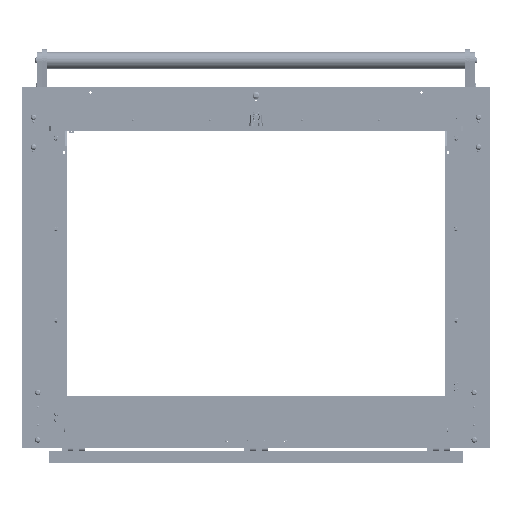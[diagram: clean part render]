
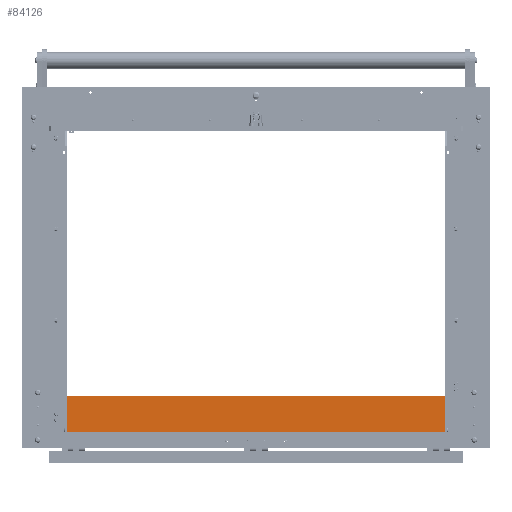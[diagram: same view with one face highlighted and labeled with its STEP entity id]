
A CAD part, front view. The second image highlights one B-rep face of the part: STEP entity #84126.
In plain terms, the highlighted planar face has unit normal (0, -1, 0).
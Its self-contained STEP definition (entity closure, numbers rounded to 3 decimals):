
#1529 = ORIENTED_EDGE ( 'NONE', *, *, #46464, .T. ) ;
#1641 = CARTESIAN_POINT ( 'NONE',  ( 320., -40., 60. ) ) ;
#1822 = VECTOR ( 'NONE', #57477, 1000. ) ;
#4337 = LINE ( 'NONE', #17559, #27598 ) ;
#4643 = VERTEX_POINT ( 'NONE', #28356 ) ;
#6285 = DIRECTION ( 'NONE',  ( 0., 0., -1. ) ) ;
#7160 = VERTEX_POINT ( 'NONE', #1641 ) ;
#10391 = CARTESIAN_POINT ( 'NONE',  ( -320., -40., 0. ) ) ;
#12663 = CARTESIAN_POINT ( 'NONE',  ( 320., -40., 6. ) ) ;
#15038 = EDGE_LOOP ( 'NONE', ( #16319, #58538, #1529, #24655 ) ) ;
#16319 = ORIENTED_EDGE ( 'NONE', *, *, #46737, .F. ) ;
#17559 = CARTESIAN_POINT ( 'NONE',  ( -320., -40., 6. ) ) ;
#24655 = ORIENTED_EDGE ( 'NONE', *, *, #35544, .T. ) ;
#27598 = VECTOR ( 'NONE', #36333, 1000. ) ;
#28356 = CARTESIAN_POINT ( 'NONE',  ( 320., -40., 0. ) ) ;
#31517 = CARTESIAN_POINT ( 'NONE',  ( 320., -40., 0. ) ) ;
#35544 = EDGE_CURVE ( 'NONE', #72529, #56780, #4337, .T. ) ;
#36333 = DIRECTION ( 'NONE',  ( 0., 0., -1. ) ) ;
#39021 = VECTOR ( 'NONE', #6285, 1000. ) ;
#41795 = CARTESIAN_POINT ( 'NONE',  ( 320., -40., 60. ) ) ;
#43980 = VECTOR ( 'NONE', #48191, 1000. ) ;
#44971 = AXIS2_PLACEMENT_3D ( 'NONE', #79813, #80652, #60240 ) ;
#46314 = LINE ( 'NONE', #12663, #39021 ) ;
#46464 = EDGE_CURVE ( 'NONE', #7160, #72529, #74567, .T. ) ;
#46737 = EDGE_CURVE ( 'NONE', #4643, #56780, #64286, .T. ) ;
#48191 = DIRECTION ( 'NONE',  ( -1., 0., 0. ) ) ;
#49747 = EDGE_CURVE ( 'NONE', #7160, #4643, #46314, .T. ) ;
#56780 = VERTEX_POINT ( 'NONE', #10391 ) ;
#57477 = DIRECTION ( 'NONE',  ( -1., 0., 0. ) ) ;
#58538 = ORIENTED_EDGE ( 'NONE', *, *, #49747, .F. ) ;
#58770 = CARTESIAN_POINT ( 'NONE',  ( -320., -40., 60. ) ) ;
#60240 = DIRECTION ( 'NONE',  ( 0., 0., -1. ) ) ;
#64286 = LINE ( 'NONE', #31517, #1822 ) ;
#67898 = PLANE ( 'NONE',  #44971 ) ;
#72529 = VERTEX_POINT ( 'NONE', #58770 ) ;
#74567 = LINE ( 'NONE', #41795, #43980 ) ;
#79385 = FACE_OUTER_BOUND ( 'NONE', #15038, .T. ) ;
#79813 = CARTESIAN_POINT ( 'NONE',  ( 320., -40., 6. ) ) ;
#80652 = DIRECTION ( 'NONE',  ( 0., -1., 0. ) ) ;
#84126 = ADVANCED_FACE ( 'NONE', ( #79385 ), #67898, .T. ) ;
